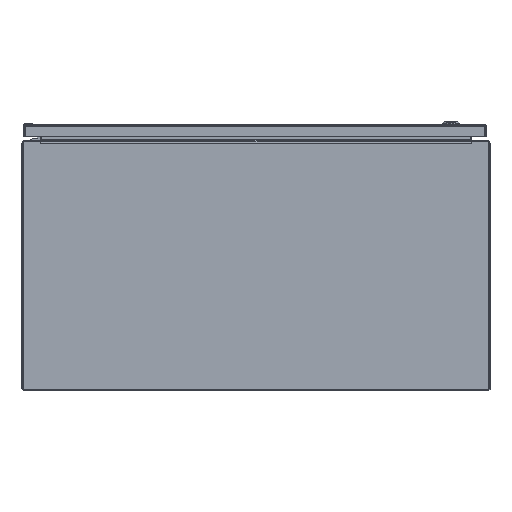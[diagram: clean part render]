
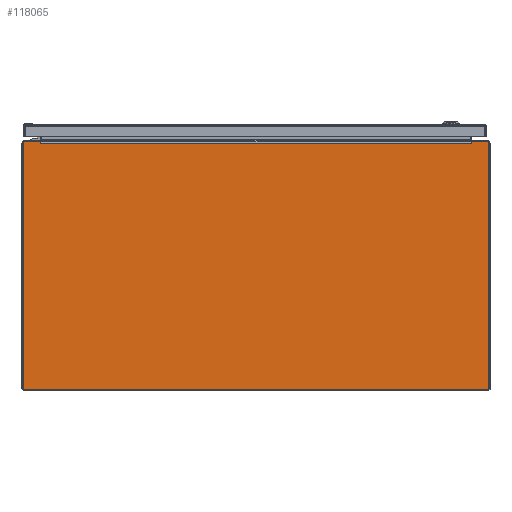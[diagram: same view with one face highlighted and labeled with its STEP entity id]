
A CAD part, front view. The second image highlights one B-rep face of the part: STEP entity #118065.
In plain terms, the highlighted planar face has unit normal (0, -1, 0).
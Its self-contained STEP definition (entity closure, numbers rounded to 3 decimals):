
#902 = EDGE_CURVE ( 'NONE', #10217, #146586, #92681, .T. ) ;
#1309 = EDGE_CURVE ( 'NONE', #122760, #67707, #100987, .T. ) ;
#2488 = CARTESIAN_POINT ( 'NONE',  ( 13.828, -36., 7.937 ) ) ;
#2582 = EDGE_CURVE ( 'NONE', #129933, #60311, #67633, .T. ) ;
#3388 = CARTESIAN_POINT ( 'NONE',  ( 14.937, -36., 7.857 ) ) ;
#5618 = DIRECTION ( 'NONE',  ( -1., 0., 0. ) ) ;
#7128 = DIRECTION ( 'NONE',  ( -1., 0., 0. ) ) ;
#7726 = AXIS2_PLACEMENT_3D ( 'NONE', #149942, #162406, #15363 ) ;
#8306 = DIRECTION ( 'NONE',  ( 0., 0., -1. ) ) ;
#8567 = ORIENTED_EDGE ( 'NONE', *, *, #1309, .T. ) ;
#10217 = VERTEX_POINT ( 'NONE', #2488 ) ;
#10373 = CARTESIAN_POINT ( 'NONE',  ( 13.828, -36., 7.937 ) ) ;
#10903 = CARTESIAN_POINT ( 'NONE',  ( 0., -36., 7.937 ) ) ;
#13206 = LINE ( 'NONE', #93756, #44053 ) ;
#14635 = CARTESIAN_POINT ( 'NONE',  ( -14.937, -36., -7.857 ) ) ;
#14881 = CARTESIAN_POINT ( 'NONE',  ( 14.857, -36., 7.937 ) ) ;
#15171 = LINE ( 'NONE', #16050, #16512 ) ;
#15363 = DIRECTION ( 'NONE',  ( 0., 0., -1. ) ) ;
#16050 = CARTESIAN_POINT ( 'NONE',  ( 0., -36., -7.937 ) ) ;
#16512 = VECTOR ( 'NONE', #81596, 39.37 ) ;
#18169 = AXIS2_PLACEMENT_3D ( 'NONE', #129594, #142911, #8306 ) ;
#19852 = VERTEX_POINT ( 'NONE', #86628 ) ;
#20470 = DIRECTION ( 'NONE',  ( 0., 0., -1. ) ) ;
#20738 = EDGE_CURVE ( 'NONE', #67707, #19852, #15171, .T. ) ;
#20918 = ORIENTED_EDGE ( 'NONE', *, *, #50195, .T. ) ;
#25634 = VERTEX_POINT ( 'NONE', #3388 ) ;
#25688 = VERTEX_POINT ( 'NONE', #51744 ) ;
#27189 = VERTEX_POINT ( 'NONE', #138692 ) ;
#30064 = VERTEX_POINT ( 'NONE', #163723 ) ;
#33623 = EDGE_CURVE ( 'NONE', #27189, #129933, #47844, .T. ) ;
#34952 = DIRECTION ( 'NONE',  ( 0., -1., 0. ) ) ;
#35622 = DIRECTION ( 'NONE',  ( -0.174, 0., 0.985 ) ) ;
#35702 = ORIENTED_EDGE ( 'NONE', *, *, #168561, .T. ) ;
#37536 = DIRECTION ( 'NONE',  ( 0., 0., -1. ) ) ;
#44053 = VECTOR ( 'NONE', #121204, 39.37 ) ;
#47212 = CARTESIAN_POINT ( 'NONE',  ( 0., -36., 7.855 ) ) ;
#47316 = DIRECTION ( 'NONE',  ( 0., -1., 0. ) ) ;
#47382 = VECTOR ( 'NONE', #5618, 39.37 ) ;
#47844 = LINE ( 'NONE', #62848, #104855 ) ;
#48167 = DIRECTION ( 'NONE',  ( 0., 0., -1. ) ) ;
#48837 = LINE ( 'NONE', #86977, #173469 ) ;
#50195 = EDGE_CURVE ( 'NONE', #30064, #122760, #93125, .T. ) ;
#51744 = CARTESIAN_POINT ( 'NONE',  ( 14.937, -36., -7.857 ) ) ;
#52399 = VECTOR ( 'NONE', #80698, 39.37 ) ;
#54211 = LINE ( 'NONE', #10903, #127651 ) ;
#56016 = EDGE_CURVE ( 'NONE', #73872, #78577, #13206, .T. ) ;
#56646 = AXIS2_PLACEMENT_3D ( 'NONE', #128770, #34952, #37536 ) ;
#56696 = LINE ( 'NONE', #85945, #130532 ) ;
#58053 = ORIENTED_EDGE ( 'NONE', *, *, #110997, .T. ) ;
#60311 = VERTEX_POINT ( 'NONE', #147949 ) ;
#62848 = CARTESIAN_POINT ( 'NONE',  ( 0., -36., 7.855 ) ) ;
#64472 = ORIENTED_EDGE ( 'NONE', *, *, #129855, .T. ) ;
#67633 = LINE ( 'NONE', #47212, #47382 ) ;
#67707 = VERTEX_POINT ( 'NONE', #110909 ) ;
#70692 = CIRCLE ( 'NONE', #56646, 0.08 ) ;
#73872 = VERTEX_POINT ( 'NONE', #121573 ) ;
#74679 = VERTEX_POINT ( 'NONE', #14881 ) ;
#76688 = LINE ( 'NONE', #79278, #128994 ) ;
#77329 = PLANE ( 'NONE',  #18169 ) ;
#78577 = VERTEX_POINT ( 'NONE', #146907 ) ;
#79278 = CARTESIAN_POINT ( 'NONE',  ( 13.806, -36., 7.855 ) ) ;
#80041 = CIRCLE ( 'NONE', #119635, 0.08 ) ;
#80698 = DIRECTION ( 'NONE',  ( 0., 0., -1. ) ) ;
#81596 = DIRECTION ( 'NONE',  ( 1., 0., 0. ) ) ;
#85945 = CARTESIAN_POINT ( 'NONE',  ( 14.937, -36., 0. ) ) ;
#86628 = CARTESIAN_POINT ( 'NONE',  ( 14.857, -36., -7.937 ) ) ;
#86977 = CARTESIAN_POINT ( 'NONE',  ( -13.814, -36., 7.855 ) ) ;
#87179 = CARTESIAN_POINT ( 'NONE',  ( -14.857, -36., 7.857 ) ) ;
#87763 = CARTESIAN_POINT ( 'NONE',  ( 14.857, -36., 7.857 ) ) ;
#88886 = ORIENTED_EDGE ( 'NONE', *, *, #902, .T. ) ;
#90497 = EDGE_CURVE ( 'NONE', #25634, #74679, #80041, .T. ) ;
#91077 = CARTESIAN_POINT ( 'NONE',  ( 13.814, -36., 7.855 ) ) ;
#92681 = LINE ( 'NONE', #10373, #104175 ) ;
#93125 = LINE ( 'NONE', #105558, #52399 ) ;
#93756 = CARTESIAN_POINT ( 'NONE',  ( 0., -36., 7.937 ) ) ;
#95895 = CIRCLE ( 'NONE', #138374, 0.08 ) ;
#96280 = ORIENTED_EDGE ( 'NONE', *, *, #143163, .T. ) ;
#96638 = ORIENTED_EDGE ( 'NONE', *, *, #2582, .T. ) ;
#100987 = CIRCLE ( 'NONE', #7726, 0.08 ) ;
#101073 = ORIENTED_EDGE ( 'NONE', *, *, #33623, .T. ) ;
#104175 = VECTOR ( 'NONE', #173305, 39.37 ) ;
#104855 = VECTOR ( 'NONE', #7128, 39.37 ) ;
#105558 = CARTESIAN_POINT ( 'NONE',  ( -14.937, -36., 0. ) ) ;
#109976 = CARTESIAN_POINT ( 'NONE',  ( -13.798, -36., 7.855 ) ) ;
#110909 = CARTESIAN_POINT ( 'NONE',  ( -14.857, -36., -7.937 ) ) ;
#110997 = EDGE_CURVE ( 'NONE', #25688, #25634, #56696, .T. ) ;
#118065 = ADVANCED_FACE ( 'NONE', ( #158816 ), #77329, .T. ) ;
#119635 = AXIS2_PLACEMENT_3D ( 'NONE', #87763, #141777, #20470 ) ;
#121204 = DIRECTION ( 'NONE',  ( -1., 0., 0. ) ) ;
#121573 = CARTESIAN_POINT ( 'NONE',  ( -13.828, -36., 7.937 ) ) ;
#122760 = VERTEX_POINT ( 'NONE', #14635 ) ;
#127651 = VECTOR ( 'NONE', #162286, 39.37 ) ;
#128770 = CARTESIAN_POINT ( 'NONE',  ( 14.857, -36., -7.857 ) ) ;
#128994 = VECTOR ( 'NONE', #130672, 39.37 ) ;
#129594 = CARTESIAN_POINT ( 'NONE',  ( 0., -36., 0. ) ) ;
#129855 = EDGE_CURVE ( 'NONE', #74679, #10217, #54211, .T. ) ;
#129933 = VERTEX_POINT ( 'NONE', #109976 ) ;
#130532 = VECTOR ( 'NONE', #153228, 39.37 ) ;
#130672 = DIRECTION ( 'NONE',  ( -1., 0., 0. ) ) ;
#130695 = EDGE_CURVE ( 'NONE', #19852, #25688, #70692, .T. ) ;
#138374 = AXIS2_PLACEMENT_3D ( 'NONE', #87179, #47316, #48167 ) ;
#138692 = CARTESIAN_POINT ( 'NONE',  ( 13.798, -36., 7.855 ) ) ;
#141777 = DIRECTION ( 'NONE',  ( 0., -1., 0. ) ) ;
#142911 = DIRECTION ( 'NONE',  ( 0., -1., 0. ) ) ;
#143163 = EDGE_CURVE ( 'NONE', #146586, #27189, #76688, .T. ) ;
#146586 = VERTEX_POINT ( 'NONE', #91077 ) ;
#146907 = CARTESIAN_POINT ( 'NONE',  ( -14.857, -36., 7.937 ) ) ;
#147949 = CARTESIAN_POINT ( 'NONE',  ( -13.814, -36., 7.855 ) ) ;
#148489 = ORIENTED_EDGE ( 'NONE', *, *, #161386, .T. ) ;
#149942 = CARTESIAN_POINT ( 'NONE',  ( -14.857, -36., -7.857 ) ) ;
#149950 = ORIENTED_EDGE ( 'NONE', *, *, #56016, .T. ) ;
#153228 = DIRECTION ( 'NONE',  ( 0., 0., 1. ) ) ;
#158301 = ORIENTED_EDGE ( 'NONE', *, *, #130695, .T. ) ;
#158816 = FACE_OUTER_BOUND ( 'NONE', #163467, .T. ) ;
#161386 = EDGE_CURVE ( 'NONE', #78577, #30064, #95895, .T. ) ;
#161765 = ORIENTED_EDGE ( 'NONE', *, *, #20738, .T. ) ;
#162286 = DIRECTION ( 'NONE',  ( -1., 0., 0. ) ) ;
#162406 = DIRECTION ( 'NONE',  ( 0., -1., 0. ) ) ;
#163467 = EDGE_LOOP ( 'NONE', ( #149950, #148489, #20918, #8567, #161765, #158301, #58053, #171860, #64472, #88886, #96280, #101073, #96638, #35702 ) ) ;
#163723 = CARTESIAN_POINT ( 'NONE',  ( -14.937, -36., 7.857 ) ) ;
#168561 = EDGE_CURVE ( 'NONE', #60311, #73872, #48837, .T. ) ;
#171860 = ORIENTED_EDGE ( 'NONE', *, *, #90497, .T. ) ;
#173305 = DIRECTION ( 'NONE',  ( -0.174, 0., -0.985 ) ) ;
#173469 = VECTOR ( 'NONE', #35622, 39.37 ) ;
